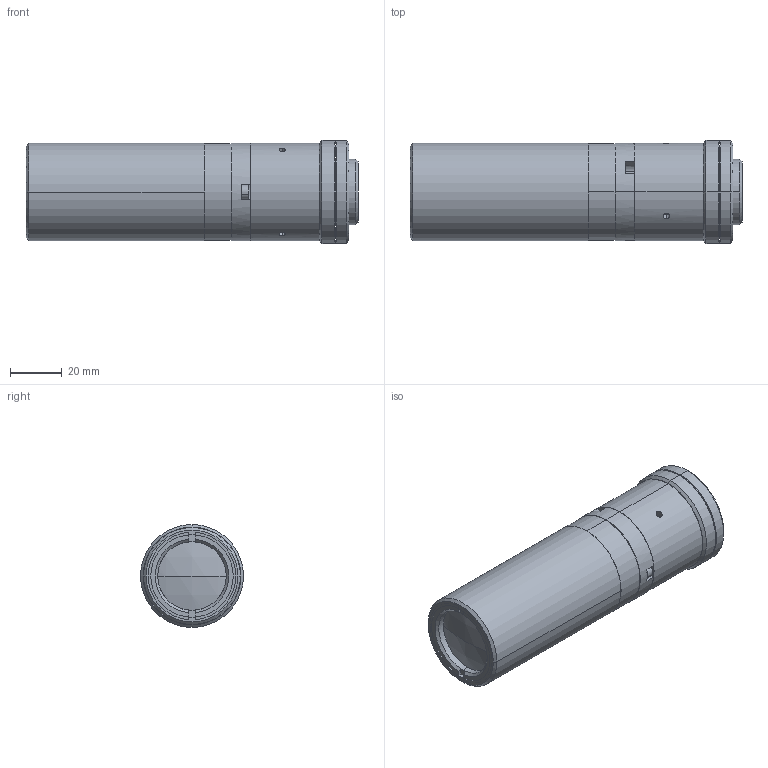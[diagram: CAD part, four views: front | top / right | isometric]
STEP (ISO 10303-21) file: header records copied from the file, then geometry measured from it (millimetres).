
FILE_DESCRIPTION (( 'STEP AP203' ), '1' );
FILE_NAME ('TC1MHR016-C.step', '2018-11-28T08:24:55', ( '' ), ( '' ), 'SwSTEP 2.0', 'SolidWorks 2018', '' );
FILE_SCHEMA (( 'CONFIG_CONTROL_DESIGN' ));
Length unit declared in the file: millimetre
Products named in the file (1): TC1MHR016-C
Bounding box: 128.9 x 40 x 40 mm (x, y, z)
Surface area: 24652.9 mm2 (no closed solid volume)
Topology: 0 solids, 12 shells, 90 faces, 253 edges, 177 vertices
Faces by surface type: cylinder 39, plane 33, cone 14, sphere 2, torus 2
Entity records: 3256 total; most frequent: CARTESIAN_POINT 761, DIRECTION 561, ORIENTED_EDGE 421, EDGE_CURVE 253, AXIS2_PLACEMENT_3D 233, VERTEX_POINT 177, CIRCLE 142, EDGE_LOOP 115
